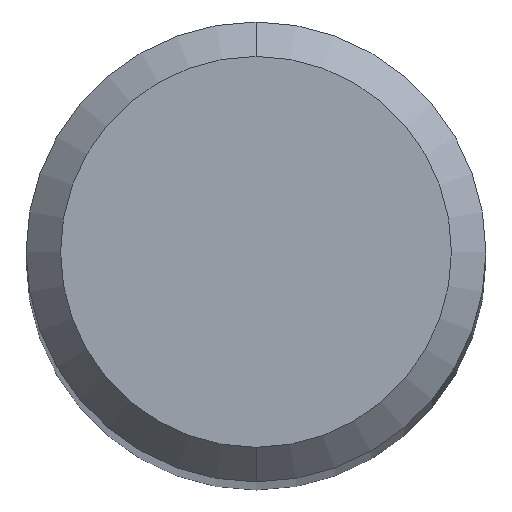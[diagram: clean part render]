
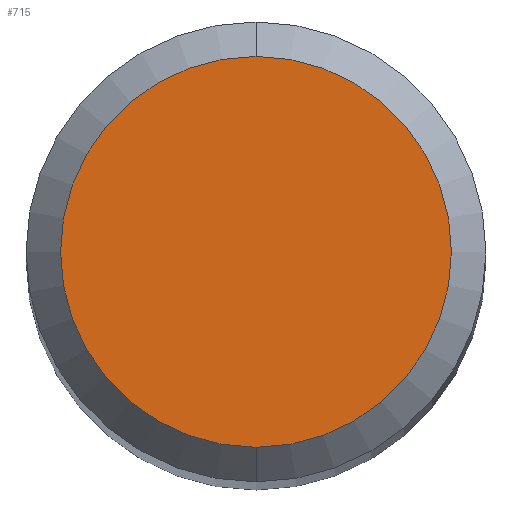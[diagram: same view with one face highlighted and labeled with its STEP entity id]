
A CAD part, top view. The second image highlights one B-rep face of the part: STEP entity #715.
In plain terms, the highlighted planar face has unit normal (0, 0, 1).
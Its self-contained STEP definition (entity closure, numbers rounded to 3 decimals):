
#715=ADVANCED_FACE('',(#1430),#1431,.T.);
#795=EDGE_CURVE('',#865,#969,#1519,.T.);
#865=VERTEX_POINT('',#1595);
#867=EDGE_CURVE('',#969,#865,#1597,.T.);
#969=VERTEX_POINT('',#1710);
#1430=FACE_OUTER_BOUND('',#3217,.T.);
#1431=PLANE('',#3218);
#1519=CIRCLE('',#3474,1.7);
#1595=CARTESIAN_POINT('',(0.,-1.7,0.0));
#1597=CIRCLE('',#3695,1.7);
#1710=CARTESIAN_POINT('',(0.0,1.7,0.0));
#3217=EDGE_LOOP('',(#4568,#4569));
#3218=AXIS2_PLACEMENT_3D('',#4570,#4571,#4572);
#3474=AXIS2_PLACEMENT_3D('',#4658,#4659,#4660);
#3695=AXIS2_PLACEMENT_3D('',#4747,#4748,#4749);
#4568=ORIENTED_EDGE('',*,*,#867,.F.);
#4569=ORIENTED_EDGE('',*,*,#795,.F.);
#4570=CARTESIAN_POINT('',(0.0,0.85,0.0));
#4571=DIRECTION('',(-0.0,0.0,1.0));
#4572=DIRECTION('',(0.0,-1.0,0.0));
#4658=CARTESIAN_POINT('',(0.0,0.0,0.0));
#4659=DIRECTION('',(0.0,0.0,-1.0));
#4660=DIRECTION('',(0.0,1.0,0.0));
#4747=CARTESIAN_POINT('',(0.0,0.0,0.0));
#4748=DIRECTION('',(0.0,0.0,-1.0));
#4749=DIRECTION('',(0.0,1.0,0.0));
